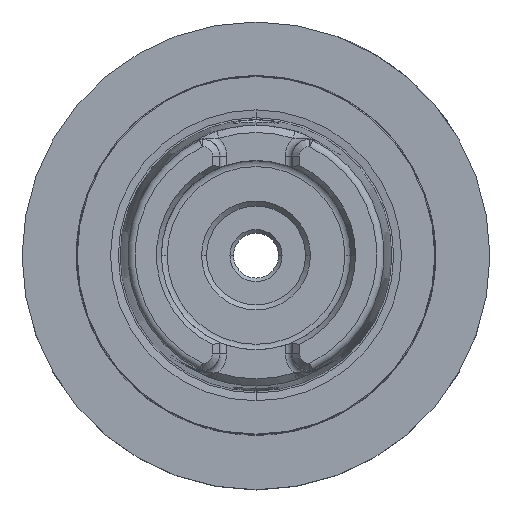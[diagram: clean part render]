
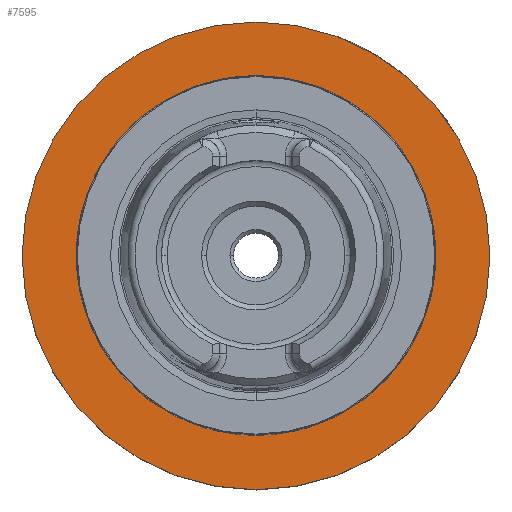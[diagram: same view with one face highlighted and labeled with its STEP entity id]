
A CAD part, top view. The second image highlights one B-rep face of the part: STEP entity #7595.
In plain terms, the highlighted planar face has unit normal (0, 0, 1).
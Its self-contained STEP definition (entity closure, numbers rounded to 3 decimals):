
#66 = CARTESIAN_POINT ( 'NONE',  ( 0., 16.75, -35. ) ) ;
#360 = DIRECTION ( 'NONE',  ( 0., 1., 0. ) ) ;
#550 = EDGE_CURVE ( 'NONE', #10468, #14329, #13216, .T. ) ;
#780 = DIRECTION ( 'NONE',  ( 0., 0., -1. ) ) ;
#791 = CARTESIAN_POINT ( 'NONE',  ( 0., -16.75, -35. ) ) ;
#1428 = AXIS2_PLACEMENT_3D ( 'NONE', #14604, #7483, #360 ) ;
#1538 = ORIENTED_EDGE ( 'NONE', *, *, #550, .T. ) ;
#1963 = CIRCLE ( 'NONE', #1428, 26. ) ;
#2401 = VERTEX_POINT ( 'NONE', #3139 ) ;
#2494 = DIRECTION ( 'NONE',  ( 0., 0., 1. ) ) ;
#2734 = EDGE_LOOP ( 'NONE', ( #9704, #1538 ) ) ;
#3041 = EDGE_LOOP ( 'NONE', ( #15259, #9319 ) ) ;
#3102 = DIRECTION ( 'NONE',  ( 0., 0., -1. ) ) ;
#3139 = CARTESIAN_POINT ( 'NONE',  ( 0., -26., -35. ) ) ;
#4200 = FACE_BOUND ( 'NONE', #2734, .T. ) ;
#5115 = DIRECTION ( 'NONE',  ( 0., 0., -1. ) ) ;
#6619 = DIRECTION ( 'NONE',  ( 0., 1., 0. ) ) ;
#6659 = CARTESIAN_POINT ( 'NONE',  ( 0., 0., -35. ) ) ;
#7483 = DIRECTION ( 'NONE',  ( 0., 0., -1. ) ) ;
#7500 = AXIS2_PLACEMENT_3D ( 'NONE', #66, #2494, #10817 ) ;
#7595 = ADVANCED_FACE ( 'NONE', ( #4200, #9071 ), #11965, .T. ) ;
#7905 = CARTESIAN_POINT ( 'NONE',  ( 0., 0., -35. ) ) ;
#9071 = FACE_OUTER_BOUND ( 'NONE', #3041, .T. ) ;
#9126 = DIRECTION ( 'NONE',  ( 0., 1., 0. ) ) ;
#9319 = ORIENTED_EDGE ( 'NONE', *, *, #13103, .F. ) ;
#9469 = CARTESIAN_POINT ( 'NONE',  ( 0., 16.75, -35. ) ) ;
#9632 = AXIS2_PLACEMENT_3D ( 'NONE', #6659, #3102, #6619 ) ;
#9704 = ORIENTED_EDGE ( 'NONE', *, *, #13828, .T. ) ;
#10061 = EDGE_CURVE ( 'NONE', #14152, #2401, #11048, .T. ) ;
#10160 = CIRCLE ( 'NONE', #11523, 16.75 ) ;
#10468 = VERTEX_POINT ( 'NONE', #791 ) ;
#10817 = DIRECTION ( 'NONE',  ( 0., -1., 0. ) ) ;
#11048 = CIRCLE ( 'NONE', #11994, 26. ) ;
#11523 = AXIS2_PLACEMENT_3D ( 'NONE', #7905, #780, #9126 ) ;
#11965 = PLANE ( 'NONE',  #7500 ) ;
#11994 = AXIS2_PLACEMENT_3D ( 'NONE', #12251, #5115, #13441 ) ;
#12251 = CARTESIAN_POINT ( 'NONE',  ( 0., 0., -35. ) ) ;
#13103 = EDGE_CURVE ( 'NONE', #2401, #14152, #1963, .T. ) ;
#13216 = CIRCLE ( 'NONE', #9632, 16.75 ) ;
#13441 = DIRECTION ( 'NONE',  ( 0., 1., 0. ) ) ;
#13828 = EDGE_CURVE ( 'NONE', #14329, #10468, #10160, .T. ) ;
#14152 = VERTEX_POINT ( 'NONE', #14674 ) ;
#14329 = VERTEX_POINT ( 'NONE', #9469 ) ;
#14604 = CARTESIAN_POINT ( 'NONE',  ( 0., 0., -35. ) ) ;
#14674 = CARTESIAN_POINT ( 'NONE',  ( 0., 26., -35. ) ) ;
#15259 = ORIENTED_EDGE ( 'NONE', *, *, #10061, .F. ) ;
